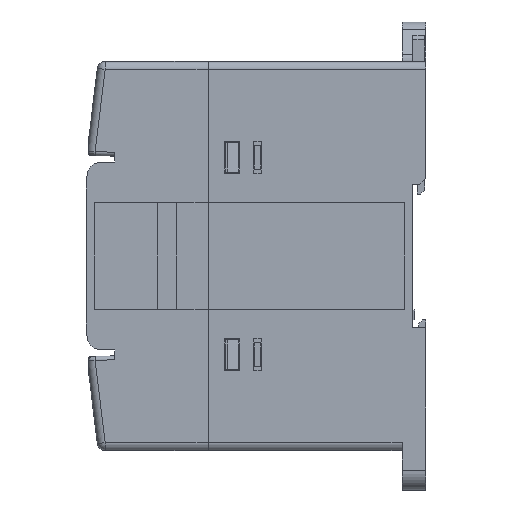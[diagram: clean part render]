
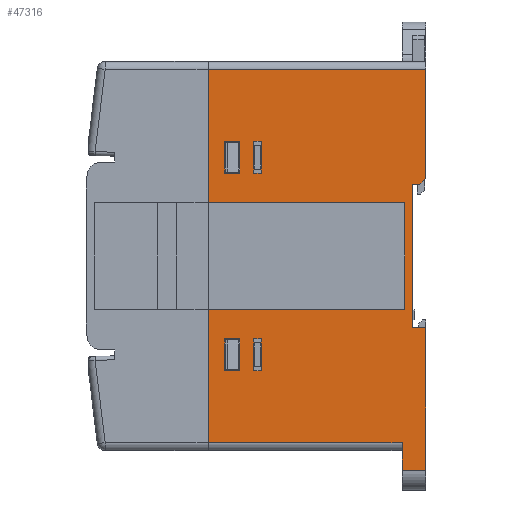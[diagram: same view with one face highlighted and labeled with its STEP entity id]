
A CAD part, left-side view. The second image highlights one B-rep face of the part: STEP entity #47316.
In plain terms, the highlighted planar face has unit normal (-1, 0, 0).
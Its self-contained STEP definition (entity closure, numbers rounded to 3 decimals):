
#25=DIRECTION('',(0.,0.,-1.));
#26=VECTOR('',#25,27.6);
#27=CARTESIAN_POINT('',(-32.,-3.3,47.25));
#28=LINE('',#27,#26);
#109=DIRECTION('',(0.,0.,-1.));
#110=VECTOR('',#109,36.1);
#111=CARTESIAN_POINT('',(-32.,-3.3,-18.15));
#112=LINE('',#111,#110);
#250=DIRECTION('',(0.,0.,-1.));
#251=VECTOR('',#250,7.);
#252=CARTESIAN_POINT('',(-32.,2.7,-47.25));
#253=LINE('',#252,#251);
#4207=DIRECTION('',(0.,1.,0.));
#4208=VECTOR('',#4207,55.);
#4209=CARTESIAN_POINT('',(-32.,-3.3,47.25));
#4210=LINE('',#4209,#4208);
#4215=DIRECTION('',(0.,-1.,0.));
#4216=VECTOR('',#4215,49.7);
#4217=CARTESIAN_POINT('',(-32.,51.7,13.5));
#4218=LINE('',#4217,#4216);
#4219=DIRECTION('',(0.,-0.707,0.707));
#4220=VECTOR('',#4219,2.121);
#4221=CARTESIAN_POINT('',(-32.,-1.8,18.15));
#4222=LINE('',#4221,#4220);
#4223=DIRECTION('',(0.,-1.,0.));
#4224=VECTOR('',#4223,1.8);
#4225=CARTESIAN_POINT('',(-32.,0.,18.15));
#4226=LINE('',#4225,#4224);
#4227=DIRECTION('',(0.,0.,1.));
#4228=VECTOR('',#4227,36.3);
#4229=CARTESIAN_POINT('',(-32.,0.,-18.15));
#4230=LINE('',#4229,#4228);
#4231=DIRECTION('',(0.,1.,0.));
#4232=VECTOR('',#4231,3.3);
#4233=CARTESIAN_POINT('',(-32.,-3.3,-18.15));
#4234=LINE('',#4233,#4232);
#4235=DIRECTION('',(0.,1.,0.));
#4236=VECTOR('',#4235,49.);
#4237=CARTESIAN_POINT('',(-32.,2.7,-47.25));
#4238=LINE('',#4237,#4236);
#4239=DIRECTION('',(0.,-1.,0.));
#4240=VECTOR('',#4239,49.7);
#4241=CARTESIAN_POINT('',(-32.,51.7,-13.5));
#4242=LINE('',#4241,#4240);
#4243=DIRECTION('',(0.,0.,1.));
#4244=VECTOR('',#4243,27.);
#4245=CARTESIAN_POINT('',(-32.,2.,-13.5));
#4246=LINE('',#4245,#4244);
#4247=DIRECTION('',(0.,0.,1.));
#4248=VECTOR('',#4247,8.);
#4249=CARTESIAN_POINT('',(-32.,38.3,-29.));
#4250=LINE('',#4249,#4248);
#4251=DIRECTION('',(0.,1.,0.));
#4252=VECTOR('',#4251,2.);
#4253=CARTESIAN_POINT('',(-32.,38.3,-21.));
#4254=LINE('',#4253,#4252);
#4255=DIRECTION('',(0.,0.,-1.));
#4256=VECTOR('',#4255,8.);
#4257=CARTESIAN_POINT('',(-32.,40.3,-21.));
#4258=LINE('',#4257,#4256);
#4259=DIRECTION('',(0.,-1.,0.));
#4260=VECTOR('',#4259,2.);
#4261=CARTESIAN_POINT('',(-32.,40.3,-29.));
#4262=LINE('',#4261,#4260);
#4263=DIRECTION('',(0.,0.,1.));
#4264=VECTOR('',#4263,8.);
#4265=CARTESIAN_POINT('',(-32.,38.3,21.));
#4266=LINE('',#4265,#4264);
#4267=DIRECTION('',(0.,1.,0.));
#4268=VECTOR('',#4267,2.);
#4269=CARTESIAN_POINT('',(-32.,38.3,29.));
#4270=LINE('',#4269,#4268);
#4271=DIRECTION('',(0.,0.,-1.));
#4272=VECTOR('',#4271,8.);
#4273=CARTESIAN_POINT('',(-32.,40.3,29.));
#4274=LINE('',#4273,#4272);
#4275=DIRECTION('',(0.,-1.,0.));
#4276=VECTOR('',#4275,2.);
#4277=CARTESIAN_POINT('',(-32.,40.3,21.));
#4278=LINE('',#4277,#4276);
#4279=DIRECTION('',(0.,0.,1.));
#4280=VECTOR('',#4279,8.);
#4281=CARTESIAN_POINT('',(-32.,43.75,21.));
#4282=LINE('',#4281,#4280);
#4283=DIRECTION('',(0.,1.,0.));
#4284=VECTOR('',#4283,3.8);
#4285=CARTESIAN_POINT('',(-32.,43.75,29.));
#4286=LINE('',#4285,#4284);
#4287=DIRECTION('',(0.,0.,-1.));
#4288=VECTOR('',#4287,8.);
#4289=CARTESIAN_POINT('',(-32.,47.55,29.));
#4290=LINE('',#4289,#4288);
#4291=DIRECTION('',(0.,-1.,0.));
#4292=VECTOR('',#4291,3.8);
#4293=CARTESIAN_POINT('',(-32.,47.55,21.));
#4294=LINE('',#4293,#4292);
#4295=DIRECTION('',(0.,0.,1.));
#4296=VECTOR('',#4295,8.);
#4297=CARTESIAN_POINT('',(-32.,43.75,-29.));
#4298=LINE('',#4297,#4296);
#4299=DIRECTION('',(0.,1.,0.));
#4300=VECTOR('',#4299,3.8);
#4301=CARTESIAN_POINT('',(-32.,43.75,-21.));
#4302=LINE('',#4301,#4300);
#4303=DIRECTION('',(0.,0.,-1.));
#4304=VECTOR('',#4303,8.);
#4305=CARTESIAN_POINT('',(-32.,47.55,-21.));
#4306=LINE('',#4305,#4304);
#4307=DIRECTION('',(0.,-1.,0.));
#4308=VECTOR('',#4307,3.8);
#4309=CARTESIAN_POINT('',(-32.,47.55,-29.));
#4310=LINE('',#4309,#4308);
#4371=DIRECTION('',(0.,0.,1.));
#4372=VECTOR('',#4371,33.75);
#4373=CARTESIAN_POINT('',(-32.,51.7,-47.25));
#4374=LINE('',#4373,#4372);
#4407=DIRECTION('',(0.,0.,1.));
#4408=VECTOR('',#4407,33.75);
#4409=CARTESIAN_POINT('',(-32.,51.7,13.5));
#4410=LINE('',#4409,#4408);
#8771=DIRECTION('',(0.,1.,0.));
#8772=VECTOR('',#8771,6.);
#8773=CARTESIAN_POINT('',(-32.,-3.3,-54.25));
#8774=LINE('',#8773,#8772);
#36937=CARTESIAN_POINT('',(-32.,-3.3,47.25));
#36938=VERTEX_POINT('',#36937);
#36939=CARTESIAN_POINT('',(-32.,-3.3,-54.25));
#36941=VERTEX_POINT('',#36939);
#36965=CARTESIAN_POINT('',(-32.,2.7,-54.25));
#36967=VERTEX_POINT('',#36965);
#37065=CARTESIAN_POINT('',(-32.,51.7,-47.25));
#37066=VERTEX_POINT('',#37065);
#37067=CARTESIAN_POINT('',(-32.,51.7,47.25));
#37068=VERTEX_POINT('',#37067);
#37079=CARTESIAN_POINT('',(-32.,2.7,-47.25));
#37080=VERTEX_POINT('',#37079);
#37081=CARTESIAN_POINT('',(-32.,-3.3,19.65));
#37083=VERTEX_POINT('',#37081);
#37085=CARTESIAN_POINT('',(-32.,-3.3,-18.15));
#37086=CARTESIAN_POINT('',(-32.,0.,-18.15));
#37087=VERTEX_POINT('',#37085);
#37088=VERTEX_POINT('',#37086);
#37089=CARTESIAN_POINT('',(-32.,0.,18.15));
#37090=VERTEX_POINT('',#37089);
#37091=CARTESIAN_POINT('',(-32.,-1.8,18.15));
#37092=VERTEX_POINT('',#37091);
#37397=CARTESIAN_POINT('',(-32.,51.7,13.5));
#37398=CARTESIAN_POINT('',(-32.,2.,13.5));
#37399=VERTEX_POINT('',#37397);
#37400=VERTEX_POINT('',#37398);
#37401=CARTESIAN_POINT('',(-32.,51.7,-13.5));
#37402=CARTESIAN_POINT('',(-32.,2.,-13.5));
#37403=VERTEX_POINT('',#37401);
#37404=VERTEX_POINT('',#37402);
#37473=CARTESIAN_POINT('',(-32.,38.3,-29.));
#37474=CARTESIAN_POINT('',(-32.,38.3,-21.));
#37475=VERTEX_POINT('',#37473);
#37476=VERTEX_POINT('',#37474);
#37477=CARTESIAN_POINT('',(-32.,40.3,-21.));
#37478=VERTEX_POINT('',#37477);
#37479=CARTESIAN_POINT('',(-32.,40.3,-29.));
#37480=VERTEX_POINT('',#37479);
#37481=CARTESIAN_POINT('',(-32.,38.3,21.));
#37482=CARTESIAN_POINT('',(-32.,38.3,29.));
#37483=VERTEX_POINT('',#37481);
#37484=VERTEX_POINT('',#37482);
#37485=CARTESIAN_POINT('',(-32.,40.3,29.));
#37486=VERTEX_POINT('',#37485);
#37487=CARTESIAN_POINT('',(-32.,40.3,21.));
#37488=VERTEX_POINT('',#37487);
#37489=CARTESIAN_POINT('',(-32.,43.75,21.));
#37490=CARTESIAN_POINT('',(-32.,43.75,29.));
#37491=VERTEX_POINT('',#37489);
#37492=VERTEX_POINT('',#37490);
#37493=CARTESIAN_POINT('',(-32.,47.55,29.));
#37494=VERTEX_POINT('',#37493);
#37495=CARTESIAN_POINT('',(-32.,47.55,21.));
#37496=VERTEX_POINT('',#37495);
#37497=CARTESIAN_POINT('',(-32.,43.75,-29.));
#37498=CARTESIAN_POINT('',(-32.,43.75,-21.));
#37499=VERTEX_POINT('',#37497);
#37500=VERTEX_POINT('',#37498);
#37501=CARTESIAN_POINT('',(-32.,47.55,-21.));
#37502=VERTEX_POINT('',#37501);
#37503=CARTESIAN_POINT('',(-32.,47.55,-29.));
#37504=VERTEX_POINT('',#37503);
#47243=CARTESIAN_POINT('',(-32.,-3.3,47.25));
#47244=DIRECTION('',(-1.,0.,0.));
#47245=DIRECTION('',(0.,0.,-1.));
#47246=AXIS2_PLACEMENT_3D('',#47243,#47244,#47245);
#47247=PLANE('',#47246);
#47249=ORIENTED_EDGE('',*,*,#47248,.F.);
#47251=ORIENTED_EDGE('',*,*,#47250,.T.);
#47252=ORIENTED_EDGE('',*,*,#47234,.F.);
#47253=ORIENTED_EDGE('',*,*,#45452,.T.);
#47255=ORIENTED_EDGE('',*,*,#47254,.F.);
#47257=ORIENTED_EDGE('',*,*,#47256,.F.);
#47259=ORIENTED_EDGE('',*,*,#47258,.F.);
#47261=ORIENTED_EDGE('',*,*,#47260,.F.);
#47262=ORIENTED_EDGE('',*,*,#45530,.T.);
#47264=ORIENTED_EDGE('',*,*,#47263,.T.);
#47265=ORIENTED_EDGE('',*,*,#45626,.F.);
#47267=ORIENTED_EDGE('',*,*,#47266,.T.);
#47269=ORIENTED_EDGE('',*,*,#47268,.T.);
#47271=ORIENTED_EDGE('',*,*,#47270,.T.);
#47273=ORIENTED_EDGE('',*,*,#47272,.T.);
#47274=EDGE_LOOP('',(#47249,#47251,#47252,#47253,#47255,#47257,#47259,#47261,
#47262,#47264,#47265,#47267,#47269,#47271,#47273));
#47275=FACE_OUTER_BOUND('',#47274,.F.);
#47277=ORIENTED_EDGE('',*,*,#47276,.T.);
#47279=ORIENTED_EDGE('',*,*,#47278,.T.);
#47281=ORIENTED_EDGE('',*,*,#47280,.T.);
#47283=ORIENTED_EDGE('',*,*,#47282,.T.);
#47284=EDGE_LOOP('',(#47277,#47279,#47281,#47283));
#47285=FACE_BOUND('',#47284,.F.);
#47287=ORIENTED_EDGE('',*,*,#47286,.T.);
#47289=ORIENTED_EDGE('',*,*,#47288,.T.);
#47291=ORIENTED_EDGE('',*,*,#47290,.T.);
#47293=ORIENTED_EDGE('',*,*,#47292,.T.);
#47294=EDGE_LOOP('',(#47287,#47289,#47291,#47293));
#47295=FACE_BOUND('',#47294,.F.);
#47297=ORIENTED_EDGE('',*,*,#47296,.T.);
#47299=ORIENTED_EDGE('',*,*,#47298,.T.);
#47301=ORIENTED_EDGE('',*,*,#47300,.T.);
#47303=ORIENTED_EDGE('',*,*,#47302,.T.);
#47304=EDGE_LOOP('',(#47297,#47299,#47301,#47303));
#47305=FACE_BOUND('',#47304,.F.);
#47307=ORIENTED_EDGE('',*,*,#47306,.T.);
#47309=ORIENTED_EDGE('',*,*,#47308,.T.);
#47311=ORIENTED_EDGE('',*,*,#47310,.T.);
#47313=ORIENTED_EDGE('',*,*,#47312,.T.);
#47314=EDGE_LOOP('',(#47307,#47309,#47311,#47313));
#47315=FACE_BOUND('',#47314,.F.);
#47316=ADVANCED_FACE('',(#47275,#47285,#47295,#47305,#47315),#47247,.T.);
#45452=EDGE_CURVE('',#36938,#37083,#28,.T.);
#45530=EDGE_CURVE('',#37087,#36941,#112,.T.);
#45626=EDGE_CURVE('',#37080,#36967,#253,.T.);
#47234=EDGE_CURVE('',#36938,#37068,#4210,.T.);
#47248=EDGE_CURVE('',#37399,#37400,#4218,.T.);
#47250=EDGE_CURVE('',#37399,#37068,#4410,.T.);
#47254=EDGE_CURVE('',#37092,#37083,#4222,.T.);
#47256=EDGE_CURVE('',#37090,#37092,#4226,.T.);
#47258=EDGE_CURVE('',#37088,#37090,#4230,.T.);
#47260=EDGE_CURVE('',#37087,#37088,#4234,.T.);
#47263=EDGE_CURVE('',#36941,#36967,#8774,.T.);
#47266=EDGE_CURVE('',#37080,#37066,#4238,.T.);
#47268=EDGE_CURVE('',#37066,#37403,#4374,.T.);
#47270=EDGE_CURVE('',#37403,#37404,#4242,.T.);
#47272=EDGE_CURVE('',#37404,#37400,#4246,.T.);
#47276=EDGE_CURVE('',#37475,#37476,#4250,.T.);
#47278=EDGE_CURVE('',#37476,#37478,#4254,.T.);
#47280=EDGE_CURVE('',#37478,#37480,#4258,.T.);
#47282=EDGE_CURVE('',#37480,#37475,#4262,.T.);
#47286=EDGE_CURVE('',#37483,#37484,#4266,.T.);
#47288=EDGE_CURVE('',#37484,#37486,#4270,.T.);
#47290=EDGE_CURVE('',#37486,#37488,#4274,.T.);
#47292=EDGE_CURVE('',#37488,#37483,#4278,.T.);
#47296=EDGE_CURVE('',#37491,#37492,#4282,.T.);
#47298=EDGE_CURVE('',#37492,#37494,#4286,.T.);
#47300=EDGE_CURVE('',#37494,#37496,#4290,.T.);
#47302=EDGE_CURVE('',#37496,#37491,#4294,.T.);
#47306=EDGE_CURVE('',#37499,#37500,#4298,.T.);
#47308=EDGE_CURVE('',#37500,#37502,#4302,.T.);
#47310=EDGE_CURVE('',#37502,#37504,#4306,.T.);
#47312=EDGE_CURVE('',#37504,#37499,#4310,.T.);
